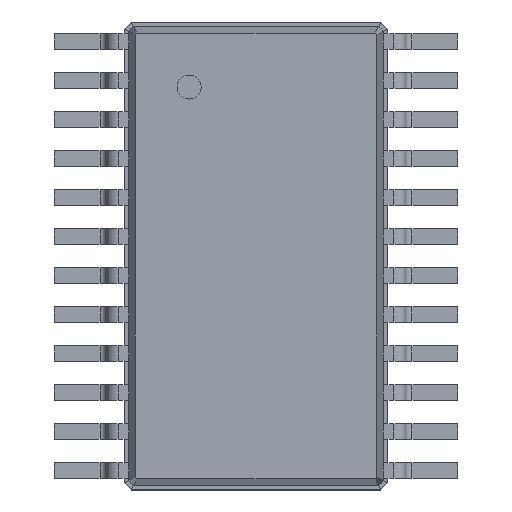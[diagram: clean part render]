
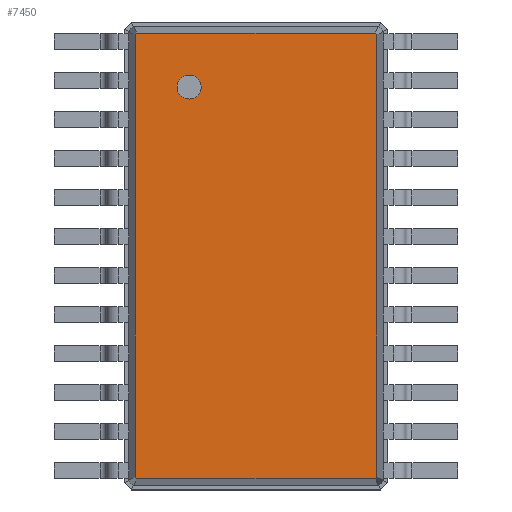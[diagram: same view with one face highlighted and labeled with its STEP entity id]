
A CAD part, top view. The second image highlights one B-rep face of the part: STEP entity #7450.
In plain terms, the highlighted planar face has unit normal (0, 0, 1).
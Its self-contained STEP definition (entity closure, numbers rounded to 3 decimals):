
#13=DIRECTION('',(0.,0.,1.));
#27=VECTOR('',#28,1.);
#28=DIRECTION('',(1.,0.,0.));
#34=VECTOR('',#35,1.);
#35=DIRECTION('',(0.,-1.,0.));
#118=VECTOR('',#119,1.);
#119=DIRECTION('',(0.707,-0.707,0.));
#130=VECTOR('',#131,1.);
#131=DIRECTION('',(-0.707,-0.707,0.));
#137=VECTOR('',#138,1.);
#138=DIRECTION('',(-1.,0.,0.));
#144=VECTOR('',#145,1.);
#145=DIRECTION('',(-0.707,0.707,0.));
#151=VECTOR('',#152,1.);
#152=DIRECTION('',(0.,1.,0.));
#156=VECTOR('',#157,1.);
#157=DIRECTION('',(0.707,0.707,0.));
#5134=VERTEX_POINT('',#5135);
#5135=CARTESIAN_POINT('',(1.987,3.714,1.6));
#5137=ORIENTED_EDGE('',*,*,#5138,.F.);
#5138=EDGE_CURVE('',#5139,#5134,#5141,.T.);
#5139=VERTEX_POINT('',#5140);
#5140=CARTESIAN_POINT('',(-1.987,3.714,1.6));
#5141=LINE('',#5140,#27);
#5151=ORIENTED_EDGE('',*,*,#5152,.F.);
#5152=EDGE_CURVE('',#5153,#5139,#5155,.T.);
#5153=VERTEX_POINT('',#5154);
#5154=CARTESIAN_POINT('',(-2.014,3.687,1.6));
#5155=LINE('',#5154,#156);
#5166=VERTEX_POINT('',#5167);
#5167=CARTESIAN_POINT('',(2.014,3.687,1.6));
#5169=ORIENTED_EDGE('',*,*,#5170,.F.);
#5170=EDGE_CURVE('',#5134,#5166,#5171,.T.);
#5171=LINE('',#5135,#118);
#5215=ORIENTED_EDGE('',*,*,#5216,.F.);
#5216=EDGE_CURVE('',#5217,#5153,#5219,.T.);
#5217=VERTEX_POINT('',#5218);
#5218=CARTESIAN_POINT('',(-2.014,-3.687,1.6));
#5219=LINE('',#5218,#151);
#6335=VERTEX_POINT('',#6336);
#6336=CARTESIAN_POINT('',(2.014,-3.687,1.6));
#6338=ORIENTED_EDGE('',*,*,#6339,.F.);
#6339=EDGE_CURVE('',#5166,#6335,#6340,.T.);
#6340=LINE('',#5167,#34);
#7417=ORIENTED_EDGE('',*,*,#7418,.F.);
#7418=EDGE_CURVE('',#7419,#5217,#7421,.T.);
#7419=VERTEX_POINT('',#7420);
#7420=CARTESIAN_POINT('',(-1.987,-3.714,1.6));
#7421=LINE('',#7420,#144);
#7432=VERTEX_POINT('',#7433);
#7433=CARTESIAN_POINT('',(1.987,-3.714,1.6));
#7435=ORIENTED_EDGE('',*,*,#7436,.F.);
#7436=EDGE_CURVE('',#6335,#7432,#7437,.T.);
#7437=LINE('',#6336,#130);
#7445=ORIENTED_EDGE('',*,*,#7446,.F.);
#7446=EDGE_CURVE('',#7432,#7419,#7447,.T.);
#7447=LINE('',#7433,#137);
#7450=ADVANCED_FACE('',(#7451,#7453),#7462,.T.);
#7451=FACE_BOUND('',#7452,.T.);
#7452=EDGE_LOOP('',(#5137,#5151,#5215,#7417,#7445,#7435,#6338,#5169));
#7453=FACE_BOUND('',#7454,.T.);
#7454=EDGE_LOOP('',(#7455));
#7455=ORIENTED_EDGE('',*,*,#7456,.F.);
#7456=EDGE_CURVE('',#7457,#7457,#7459,.T.);
#7457=VERTEX_POINT('',#7458);
#7458=CARTESIAN_POINT('',(-1.114,2.614,1.6));
#7459=CIRCLE('',#7460,0.2);
#7460=AXIS2_PLACEMENT_3D('',#7461,#13,#35);
#7461=CARTESIAN_POINT('',(-1.114,2.814,1.6));
#7462=PLANE('',#7463);
#7463=AXIS2_PLACEMENT_3D('',#5140,#13,#7464);
#7464=DIRECTION('',(0.472,-0.882,0.));
